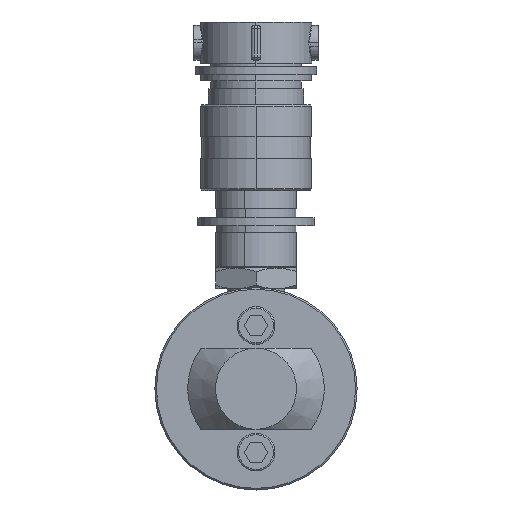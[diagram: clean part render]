
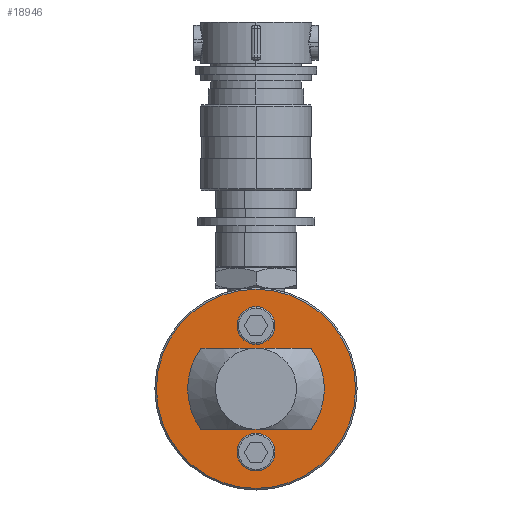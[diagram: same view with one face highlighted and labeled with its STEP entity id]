
A CAD part, front view. The second image highlights one B-rep face of the part: STEP entity #18946.
In plain terms, the highlighted planar face has unit normal (0, -1, 0).
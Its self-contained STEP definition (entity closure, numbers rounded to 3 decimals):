
#541 = CARTESIAN_POINT ( 'NONE',  ( -17.286, -22.225, 12.7 ) ) ;
#1146 = CIRCLE ( 'NONE', #5002, 4.05 ) ;
#1390 = ORIENTED_EDGE ( 'NONE', *, *, #4662, .F. ) ;
#1623 = CARTESIAN_POINT ( 'NONE',  ( 0., -22.225, 23.9 ) ) ;
#1885 = EDGE_CURVE ( 'NONE', #18353, #19296, #23011, .T. ) ;
#1986 = DIRECTION ( 'NONE',  ( 0., 0., 1. ) ) ;
#2054 = CARTESIAN_POINT ( 'NONE',  ( 0., -22.225, -19.85 ) ) ;
#2132 = DIRECTION ( 'NONE',  ( 0., -1., 0. ) ) ;
#2153 = CARTESIAN_POINT ( 'NONE',  ( -17.286, -22.225, 12.7 ) ) ;
#2190 = VERTEX_POINT ( 'NONE', #541 ) ;
#2482 = DIRECTION ( 'NONE',  ( 0., 0., 1. ) ) ;
#2900 = CARTESIAN_POINT ( 'NONE',  ( 0., -22.225, 19.85 ) ) ;
#3534 = AXIS2_PLACEMENT_3D ( 'NONE', #32733, #17655, #2482 ) ;
#4098 = VECTOR ( 'NONE', #32614, 1000. ) ;
#4195 = DIRECTION ( 'NONE',  ( 0., -1., 0. ) ) ;
#4347 = CIRCLE ( 'NONE', #25561, 21.45 ) ;
#4609 = DIRECTION ( 'NONE',  ( 0., 0., 1. ) ) ;
#4662 = EDGE_CURVE ( 'NONE', #9963, #32267, #30949, .T. ) ;
#4788 = CIRCLE ( 'NONE', #21195, 21.45 ) ;
#5002 = AXIS2_PLACEMENT_3D ( 'NONE', #2900, #20640, #5461 ) ;
#5075 = CARTESIAN_POINT ( 'NONE',  ( 17.286, -22.225, -12.7 ) ) ;
#5461 = DIRECTION ( 'NONE',  ( 0., 0., 1. ) ) ;
#5883 = AXIS2_PLACEMENT_3D ( 'NONE', #8511, #7333, #1986 ) ;
#5908 = EDGE_CURVE ( 'NONE', #14795, #8067, #22181, .T. ) ;
#6154 = CARTESIAN_POINT ( 'NONE',  ( 0., -22.225, -19.85 ) ) ;
#7333 = DIRECTION ( 'NONE',  ( 0., -1., 0. ) ) ;
#8067 = VERTEX_POINT ( 'NONE', #28619 ) ;
#8511 = CARTESIAN_POINT ( 'NONE',  ( 0., -22.225, 0. ) ) ;
#8707 = DIRECTION ( 'NONE',  ( 0., 0., 1. ) ) ;
#8971 = EDGE_LOOP ( 'NONE', ( #18213, #29262 ) ) ;
#9310 = DIRECTION ( 'NONE',  ( 0., 0., 1. ) ) ;
#9544 = ORIENTED_EDGE ( 'NONE', *, *, #26874, .F. ) ;
#9657 = ORIENTED_EDGE ( 'NONE', *, *, #28516, .F. ) ;
#9963 = VERTEX_POINT ( 'NONE', #24244 ) ;
#10122 = ORIENTED_EDGE ( 'NONE', *, *, #1885, .F. ) ;
#10386 = CARTESIAN_POINT ( 'NONE',  ( 0., -22.225, 15.8 ) ) ;
#10545 = EDGE_CURVE ( 'NONE', #16699, #11198, #23383, .T. ) ;
#11198 = VERTEX_POINT ( 'NONE', #27345 ) ;
#11242 = CARTESIAN_POINT ( 'NONE',  ( 0., -22.225, -31.25 ) ) ;
#12840 = ORIENTED_EDGE ( 'NONE', *, *, #10545, .F. ) ;
#12951 = CARTESIAN_POINT ( 'NONE',  ( 17.286, -22.225, 12.7 ) ) ;
#14582 = ORIENTED_EDGE ( 'NONE', *, *, #23327, .F. ) ;
#14631 = DIRECTION ( 'NONE',  ( 0., -1., 0. ) ) ;
#14795 = VERTEX_POINT ( 'NONE', #11242 ) ;
#15553 = AXIS2_PLACEMENT_3D ( 'NONE', #6154, #23876, #8707 ) ;
#15629 = EDGE_CURVE ( 'NONE', #19296, #18353, #1146, .T. ) ;
#16657 = CARTESIAN_POINT ( 'NONE',  ( -17.286, -22.225, -12.7 ) ) ;
#16699 = VERTEX_POINT ( 'NONE', #19481 ) ;
#17282 = CARTESIAN_POINT ( 'NONE',  ( 0., -22.225, 0. ) ) ;
#17655 = DIRECTION ( 'NONE',  ( 0., -1., 0. ) ) ;
#17756 = CIRCLE ( 'NONE', #3534, 31.25 ) ;
#18125 = AXIS2_PLACEMENT_3D ( 'NONE', #2054, #19782, #4609 ) ;
#18213 = ORIENTED_EDGE ( 'NONE', *, *, #5908, .T. ) ;
#18353 = VERTEX_POINT ( 'NONE', #1623 ) ;
#18493 = EDGE_CURVE ( 'NONE', #8067, #14795, #17756, .T. ) ;
#18946 = ADVANCED_FACE ( 'NONE', ( #26076, #31915, #19348, #32708 ), #19764, .T. ) ;
#19296 = VERTEX_POINT ( 'NONE', #10386 ) ;
#19348 = FACE_BOUND ( 'NONE', #28340, .T. ) ;
#19377 = CARTESIAN_POINT ( 'NONE',  ( 0., -22.225, 0. ) ) ;
#19481 = CARTESIAN_POINT ( 'NONE',  ( 0., -22.225, -15.8 ) ) ;
#19764 = PLANE ( 'NONE',  #27091 ) ;
#19782 = DIRECTION ( 'NONE',  ( 0., -1., 0. ) ) ;
#19862 = DIRECTION ( 'NONE',  ( 0., 0., 1. ) ) ;
#19932 = ORIENTED_EDGE ( 'NONE', *, *, #15629, .F. ) ;
#20640 = DIRECTION ( 'NONE',  ( 0., -1., 0. ) ) ;
#21195 = AXIS2_PLACEMENT_3D ( 'NONE', #29762, #14631, #32284 ) ;
#21408 = EDGE_CURVE ( 'NONE', #2190, #9963, #4347, .T. ) ;
#21944 = DIRECTION ( 'NONE',  ( 0., 0., 1. ) ) ;
#22181 = CIRCLE ( 'NONE', #5883, 31.25 ) ;
#23011 = CIRCLE ( 'NONE', #24327, 4.05 ) ;
#23327 = EDGE_CURVE ( 'NONE', #31395, #2190, #30606, .T. ) ;
#23383 = CIRCLE ( 'NONE', #18125, 4.05 ) ;
#23876 = DIRECTION ( 'NONE',  ( 0., -1., 0. ) ) ;
#23949 = VECTOR ( 'NONE', #29896, 1000. ) ;
#24244 = CARTESIAN_POINT ( 'NONE',  ( -17.286, -22.225, -12.7 ) ) ;
#24327 = AXIS2_PLACEMENT_3D ( 'NONE', #30830, #26887, #9310 ) ;
#25147 = EDGE_LOOP ( 'NONE', ( #32596, #14582, #9657, #1390 ) ) ;
#25561 = AXIS2_PLACEMENT_3D ( 'NONE', #19377, #4195, #21944 ) ;
#26076 = FACE_OUTER_BOUND ( 'NONE', #8971, .T. ) ;
#26874 = EDGE_CURVE ( 'NONE', #11198, #16699, #31433, .T. ) ;
#26887 = DIRECTION ( 'NONE',  ( 0., -1., 0. ) ) ;
#27091 = AXIS2_PLACEMENT_3D ( 'NONE', #17282, #2132, #19862 ) ;
#27345 = CARTESIAN_POINT ( 'NONE',  ( 0., -22.225, -23.9 ) ) ;
#28340 = EDGE_LOOP ( 'NONE', ( #10122, #19932 ) ) ;
#28516 = EDGE_CURVE ( 'NONE', #32267, #31395, #4788, .T. ) ;
#28619 = CARTESIAN_POINT ( 'NONE',  ( 0., -22.225, 31.25 ) ) ;
#29262 = ORIENTED_EDGE ( 'NONE', *, *, #18493, .T. ) ;
#29762 = CARTESIAN_POINT ( 'NONE',  ( 0., -22.225, 0. ) ) ;
#29896 = DIRECTION ( 'NONE',  ( -1., 0., 0. ) ) ;
#30606 = LINE ( 'NONE', #2153, #23949 ) ;
#30830 = CARTESIAN_POINT ( 'NONE',  ( 0., -22.225, 19.85 ) ) ;
#30949 = LINE ( 'NONE', #16657, #4098 ) ;
#31395 = VERTEX_POINT ( 'NONE', #12951 ) ;
#31433 = CIRCLE ( 'NONE', #15553, 4.05 ) ;
#31763 = EDGE_LOOP ( 'NONE', ( #12840, #9544 ) ) ;
#31915 = FACE_BOUND ( 'NONE', #31763, .T. ) ;
#32267 = VERTEX_POINT ( 'NONE', #5075 ) ;
#32284 = DIRECTION ( 'NONE',  ( 0., 0., 1. ) ) ;
#32596 = ORIENTED_EDGE ( 'NONE', *, *, #21408, .F. ) ;
#32614 = DIRECTION ( 'NONE',  ( 1., 0., 0. ) ) ;
#32708 = FACE_BOUND ( 'NONE', #25147, .T. ) ;
#32733 = CARTESIAN_POINT ( 'NONE',  ( 0., -22.225, 0. ) ) ;
